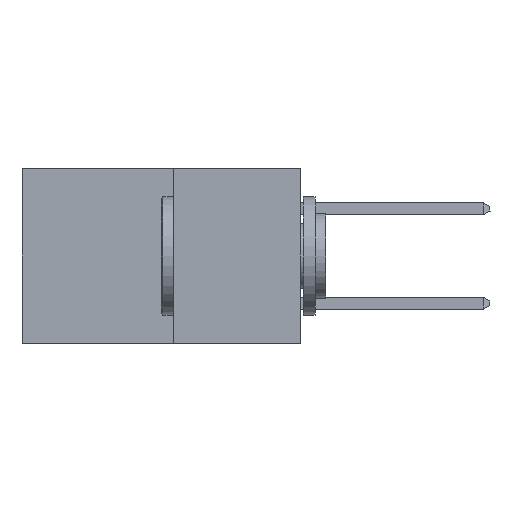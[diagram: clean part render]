
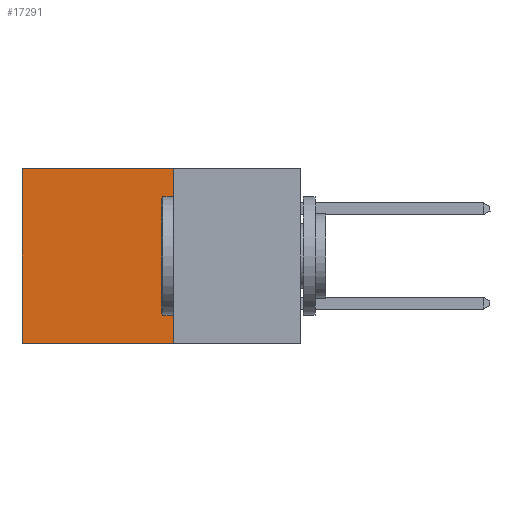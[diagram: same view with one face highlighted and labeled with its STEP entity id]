
A CAD part, left-side view. The second image highlights one B-rep face of the part: STEP entity #17291.
In plain terms, the highlighted planar face has unit normal (-1, 0, 0).
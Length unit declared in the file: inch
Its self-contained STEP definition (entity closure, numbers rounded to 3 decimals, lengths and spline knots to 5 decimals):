
#184 = CARTESIAN_POINT ( 'NONE',  ( 0.277, 0.27, -0.37 ) ) ;
#691 = CARTESIAN_POINT ( 'NONE',  ( 0.277, 0.27, -0.37 ) ) ;
#720 = DIRECTION ( 'NONE',  ( 0., 0., -1. ) ) ;
#1378 = ORIENTED_EDGE ( 'NONE', *, *, #6249, .F. ) ;
#1537 = FACE_OUTER_BOUND ( 'NONE', #2879, .T. ) ;
#1932 = ORIENTED_EDGE ( 'NONE', *, *, #3519, .T. ) ;
#1970 = DIRECTION ( 'NONE',  ( 0., 1., 0. ) ) ;
#2143 = CARTESIAN_POINT ( 'NONE',  ( 0.277, 0.27, 0. ) ) ;
#2254 = CARTESIAN_POINT ( 'NONE',  ( 0.277, 0.59, -0.37 ) ) ;
#2493 = DIRECTION ( 'NONE',  ( 0., 1., 0. ) ) ;
#2816 = CARTESIAN_POINT ( 'NONE',  ( 0.277, 0.27, -0.37 ) ) ;
#2879 = EDGE_LOOP ( 'NONE', ( #9318, #13298, #1378, #1932 ) ) ;
#2916 = EDGE_CURVE ( 'NONE', #9212, #6518, #13056, .T. ) ;
#3519 = EDGE_CURVE ( 'NONE', #4442, #8835, #3669, .T. ) ;
#3669 = LINE ( 'NONE', #2143, #19318 ) ;
#3887 = LINE ( 'NONE', #691, #7126 ) ;
#4169 = EDGE_CURVE ( 'NONE', #8835, #6518, #17237, .T. ) ;
#4184 = PLANE ( 'NONE',  #8321 ) ;
#4442 = VERTEX_POINT ( 'NONE', #12784 ) ;
#5821 = DIRECTION ( 'NONE',  ( 0., 0., -1. ) ) ;
#6249 = EDGE_CURVE ( 'NONE', #4442, #9212, #3887, .T. ) ;
#6518 = VERTEX_POINT ( 'NONE', #2254 ) ;
#7126 = VECTOR ( 'NONE', #720, 39.37008 ) ;
#8321 = AXIS2_PLACEMENT_3D ( 'NONE', #17831, #14871, #5821 ) ;
#8835 = VERTEX_POINT ( 'NONE', #17876 ) ;
#9079 = VECTOR ( 'NONE', #2493, 39.37008 ) ;
#9212 = VERTEX_POINT ( 'NONE', #184 ) ;
#9318 = ORIENTED_EDGE ( 'NONE', *, *, #4169, .T. ) ;
#12784 = CARTESIAN_POINT ( 'NONE',  ( 0.277, 0.27, 0. ) ) ;
#13056 = LINE ( 'NONE', #2816, #9079 ) ;
#13229 = VECTOR ( 'NONE', #16442, 39.37008 ) ;
#13298 = ORIENTED_EDGE ( 'NONE', *, *, #2916, .F. ) ;
#14871 = DIRECTION ( 'NONE',  ( 1., 0., 0. ) ) ;
#16442 = DIRECTION ( 'NONE',  ( 0., 0., -1. ) ) ;
#17237 = LINE ( 'NONE', #17593, #13229 ) ;
#17291 = ADVANCED_FACE ( 'NONE', ( #1537 ), #4184, .F. ) ;
#17593 = CARTESIAN_POINT ( 'NONE',  ( 0.277, 0.59, -0.37 ) ) ;
#17831 = CARTESIAN_POINT ( 'NONE',  ( 0.277, 0.27, -0.37 ) ) ;
#17876 = CARTESIAN_POINT ( 'NONE',  ( 0.277, 0.59, 0. ) ) ;
#19318 = VECTOR ( 'NONE', #1970, 39.37008 ) ;
